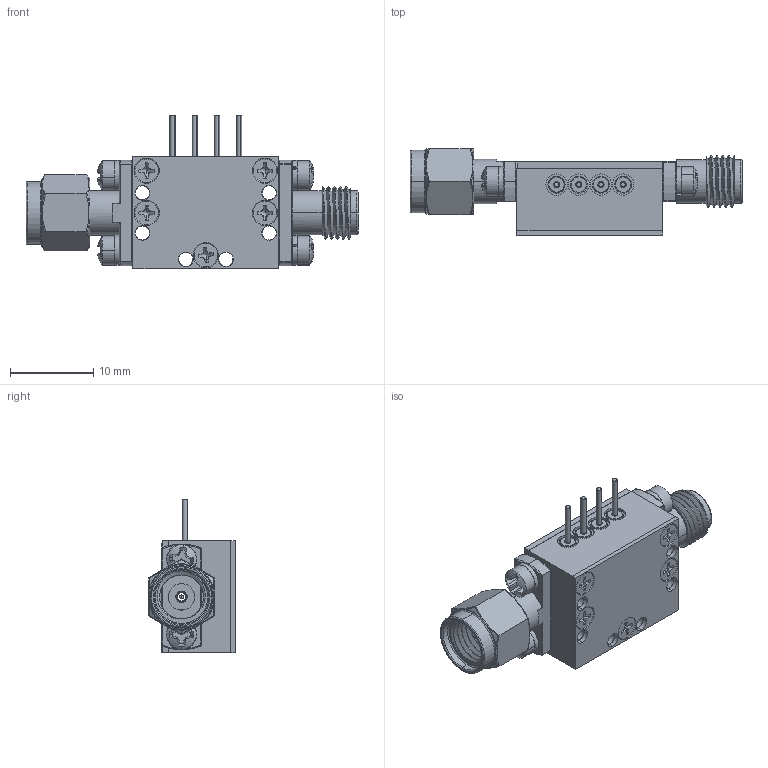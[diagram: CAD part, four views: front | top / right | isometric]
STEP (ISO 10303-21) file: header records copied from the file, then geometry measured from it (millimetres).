
FILE_DESCRIPTION (( 'STEP AP214' ), '1' );
FILE_NAME ('P1T-2G18G-60-R-55-SMF.STEP', '2024-10-18T17:52:08', ( '' ), ( '' ), 'SwSTEP 2.0', 'SolidWorks 2024', '' );
FILE_SCHEMA (( 'AUTOMOTIVE_DESIGN' ));
Length unit declared in the file: inch
Products named in the file (1): P1T-2G18G-60-R-55-SMF
Bounding box: 39.9 x 10.44 x 18.49 mm (x, y, z)
Surface area: 2860.9 mm2 (no closed solid volume)
Topology: 0 solids, 26 shells, 736 faces, 2887 edges, 2250 vertices
Faces by surface type: plane 363, cylinder 175, torus 83, cone 54, bspline 40, sphere 21
Entity records: 44687 total; most frequent: CARTESIAN_POINT 12993, ORIENTED_EDGE 5397, DIRECTION 4359, EDGE_CURVE 2864, VERTEX_POINT 2250, AXIS2_PLACEMENT_3D 1513, VECTOR 1333, LINE 1333
